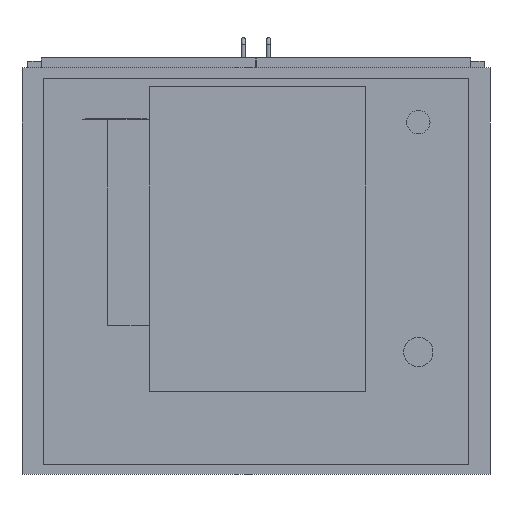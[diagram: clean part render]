
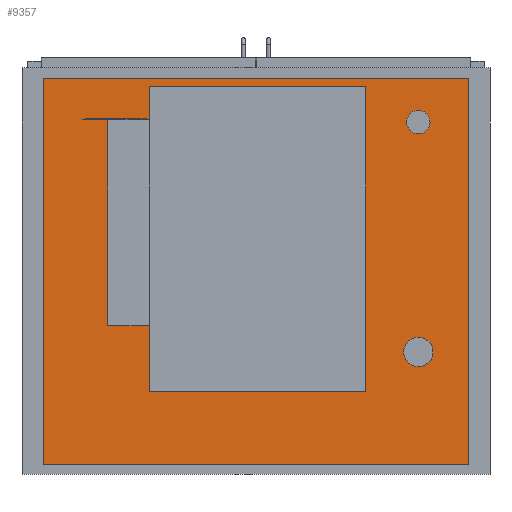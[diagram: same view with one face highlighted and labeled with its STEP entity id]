
A CAD part, front view. The second image highlights one B-rep face of the part: STEP entity #9357.
In plain terms, the highlighted planar face has unit normal (0, -1, 0).
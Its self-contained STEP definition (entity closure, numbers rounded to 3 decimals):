
#151=FACE_BOUND('',#988,.T.);
#152=FACE_BOUND('',#989,.T.);
#171=CIRCLE('',#9997,20.);
#173=CIRCLE('',#10001,25.);
#405=FACE_OUTER_BOUND('',#987,.T.);
#987=EDGE_LOOP('',(#6284,#6285,#6286,#6287));
#988=EDGE_LOOP('',(#6288));
#989=EDGE_LOOP('',(#6289));
#1612=LINE('',#13482,#2801);
#1614=LINE('',#13486,#2803);
#1616=LINE('',#13490,#2805);
#1618=LINE('',#13493,#2807);
#2801=VECTOR('',#10826,10.);
#2803=VECTOR('',#10830,10.);
#2805=VECTOR('',#10834,10.);
#2807=VECTOR('',#10838,10.);
#3952=VERTEX_POINT('',#13408);
#3954=VERTEX_POINT('',#13415);
#3975=VERTEX_POINT('',#13479);
#3976=VERTEX_POINT('',#13481);
#3977=VERTEX_POINT('',#13485);
#3978=VERTEX_POINT('',#13489);
#4847=EDGE_CURVE('',#3952,#3952,#171,.T.);
#4850=EDGE_CURVE('',#3954,#3954,#173,.T.);
#4880=EDGE_CURVE('',#3976,#3975,#1612,.T.);
#4882=EDGE_CURVE('',#3977,#3976,#1614,.T.);
#4884=EDGE_CURVE('',#3978,#3977,#1616,.T.);
#4886=EDGE_CURVE('',#3975,#3978,#1618,.T.);
#6284=ORIENTED_EDGE('',*,*,#4886,.T.);
#6285=ORIENTED_EDGE('',*,*,#4884,.T.);
#6286=ORIENTED_EDGE('',*,*,#4882,.T.);
#6287=ORIENTED_EDGE('',*,*,#4880,.T.);
#6288=ORIENTED_EDGE('',*,*,#4847,.T.);
#6289=ORIENTED_EDGE('',*,*,#4850,.T.);
#8857=PLANE('',#10018);
#9357=ADVANCED_FACE('',(#405,#151,#152),#8857,.T.);
#9997=AXIS2_PLACEMENT_3D('',#13410,#10760,#10761);
#10001=AXIS2_PLACEMENT_3D('',#13417,#10769,#10770);
#10018=AXIS2_PLACEMENT_3D('',#13494,#10839,#10840);
#10760=DIRECTION('center_axis',(0.,1.,0.));
#10761=DIRECTION('ref_axis',(1.,0.,0.));
#10769=DIRECTION('center_axis',(0.,1.,0.));
#10770=DIRECTION('ref_axis',(1.,0.,0.));
#10826=DIRECTION('',(1.,0.,0.));
#10830=DIRECTION('',(0.,0.,-1.));
#10834=DIRECTION('',(-1.,0.,0.));
#10838=DIRECTION('',(0.,0.,1.));
#10839=DIRECTION('center_axis',(0.,-1.,0.));
#10840=DIRECTION('ref_axis',(0.,0.,-1.));
#13408=CARTESIAN_POINT('',(257.5,-370.,255.));
#13410=CARTESIAN_POINT('Origin',(277.5,-370.,255.));
#13415=CARTESIAN_POINT('',(252.5,-370.,-138.));
#13417=CARTESIAN_POINT('Origin',(277.5,-370.,-138.));
#13479=CARTESIAN_POINT('',(362.5,-370.,-330.));
#13481=CARTESIAN_POINT('',(-362.5,-370.,-330.));
#13482=CARTESIAN_POINT('',(362.5,-370.,-330.));
#13485=CARTESIAN_POINT('',(-362.5,-370.,330.));
#13486=CARTESIAN_POINT('',(-362.5,-370.,-330.));
#13489=CARTESIAN_POINT('',(362.5,-370.,330.));
#13490=CARTESIAN_POINT('',(-362.5,-370.,330.));
#13493=CARTESIAN_POINT('',(362.5,-370.,330.));
#13494=CARTESIAN_POINT('Origin',(0.,-370.,0.));
